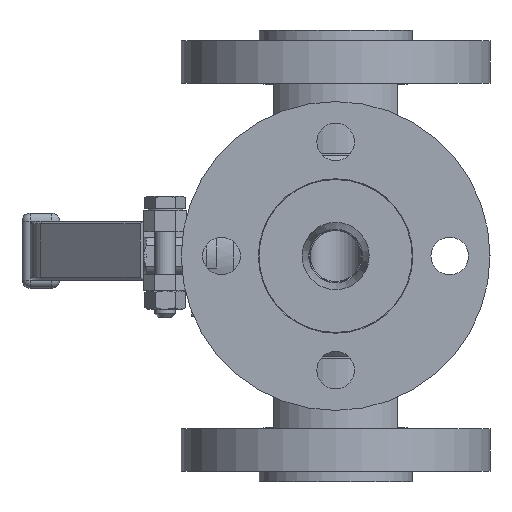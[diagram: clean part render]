
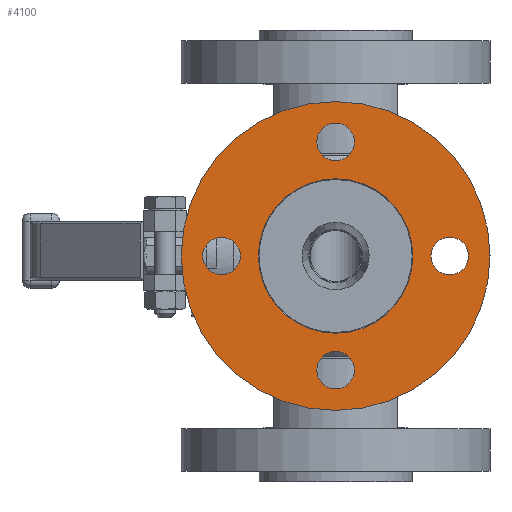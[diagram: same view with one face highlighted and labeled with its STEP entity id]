
A CAD part, left-side view. The second image highlights one B-rep face of the part: STEP entity #4100.
In plain terms, the highlighted face is planar.
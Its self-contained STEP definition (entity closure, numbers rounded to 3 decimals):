
#4100=ADVANCED_FACE('',(#7821,#7823,#7825,#7827,#7829,#7831),#7833,.T.);
#7821=FACE_BOUND('',#7822,.T.);
#7822=EDGE_LOOP('',(#9903));
#7823=FACE_BOUND('',#7824,.T.);
#7824=EDGE_LOOP('',(#9904));
#7825=FACE_BOUND('',#7826,.T.);
#7826=EDGE_LOOP('',(#9905));
#7827=FACE_BOUND('',#7828,.T.);
#7828=EDGE_LOOP('',(#9906));
#7829=FACE_BOUND('',#7830,.T.);
#7830=EDGE_LOOP('',(#9907));
#7831=FACE_BOUND('',#7832,.T.);
#7832=EDGE_LOOP('',(#9908));
#7833=PLANE('',#7834);
#7834=AXIS2_PLACEMENT_3D('',#7835,#7836,#7837);
#7835=CARTESIAN_POINT('',(8.,0.,0.));
#7836=DIRECTION('',(1.,0.,0.));
#7837=DIRECTION('',(0.,0.,1.));
#9903=ORIENTED_EDGE('',*,*,#10986,.F.);
#9904=ORIENTED_EDGE('',*,*,#10987,.T.);
#9905=ORIENTED_EDGE('',*,*,#10988,.T.);
#9906=ORIENTED_EDGE('',*,*,#10989,.T.);
#9907=ORIENTED_EDGE('',*,*,#10990,.T.);
#9908=ORIENTED_EDGE('',*,*,#10991,.T.);
#10986=EDGE_CURVE('',#12119,#12119,#12120,.T.);
#10987=EDGE_CURVE('',#12121,#12121,#12122,.F.);
#10988=EDGE_CURVE('',#12123,#12123,#12124,.F.);
#10989=EDGE_CURVE('',#12125,#12125,#12126,.F.);
#10990=EDGE_CURVE('',#12127,#12127,#12128,.F.);
#10991=EDGE_CURVE('',#12129,#12129,#12130,.T.);
#12119=VERTEX_POINT('',#16925);
#12120=CIRCLE('',#16926,57.5);
#12121=VERTEX_POINT('',#16930);
#12122=CIRCLE('',#16931,7.);
#12123=VERTEX_POINT('',#16935);
#12124=CIRCLE('',#16936,7.);
#12125=VERTEX_POINT('',#16940);
#12126=CIRCLE('',#16941,7.);
#12127=VERTEX_POINT('',#16945);
#12128=CIRCLE('',#16946,7.);
#12129=VERTEX_POINT('',#16950);
#12130=CIRCLE('',#16951,28.75);
#16925=CARTESIAN_POINT('',(8.,0.,57.5));
#16926=AXIS2_PLACEMENT_3D('',#16927,#16928,#16929);
#16927=CARTESIAN_POINT('',(8.,0.,0.));
#16928=DIRECTION('',(-1.,0.,0.));
#16929=DIRECTION('',(0.,0.,1.));
#16930=CARTESIAN_POINT('',(8.,7.,42.5));
#16931=AXIS2_PLACEMENT_3D('',#16932,#16933,#16934);
#16932=CARTESIAN_POINT('',(8.,0.,42.5));
#16933=DIRECTION('',(1.,0.,0.));
#16934=DIRECTION('',(-0.,1.,0.));
#16935=CARTESIAN_POINT('',(8.,-42.5,7.));
#16936=AXIS2_PLACEMENT_3D('',#16937,#16938,#16939);
#16937=CARTESIAN_POINT('',(8.,-42.5,0.));
#16938=DIRECTION('',(1.,0.,0.));
#16939=DIRECTION('',(0.,0.,1.));
#16940=CARTESIAN_POINT('',(8.,-7.,-42.5));
#16941=AXIS2_PLACEMENT_3D('',#16942,#16943,#16944);
#16942=CARTESIAN_POINT('',(8.,0.,-42.5));
#16943=DIRECTION('',(1.,0.,0.));
#16944=DIRECTION('',(0.,-1.,0.));
#16945=CARTESIAN_POINT('',(8.,42.5,-7.));
#16946=AXIS2_PLACEMENT_3D('',#16947,#16948,#16949);
#16947=CARTESIAN_POINT('',(8.,42.5,0.));
#16948=DIRECTION('',(1.,0.,0.));
#16949=DIRECTION('',(0.,0.,-1.));
#16950=CARTESIAN_POINT('',(8.,0.,28.75));
#16951=AXIS2_PLACEMENT_3D('',#16952,#16953,#16954);
#16952=CARTESIAN_POINT('',(8.,0.,0.));
#16953=DIRECTION('',(-1.,0.,0.));
#16954=DIRECTION('',(0.,0.,1.));
